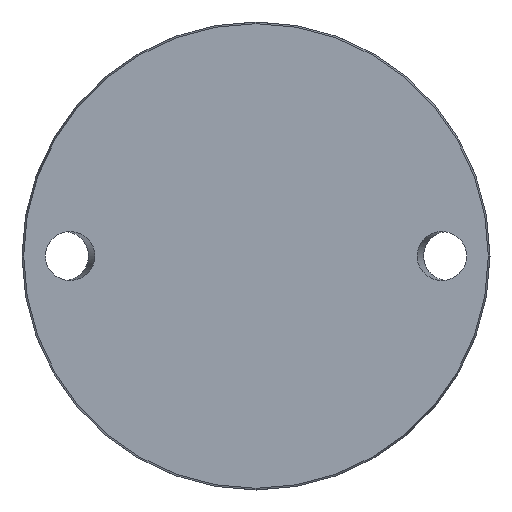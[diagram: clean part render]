
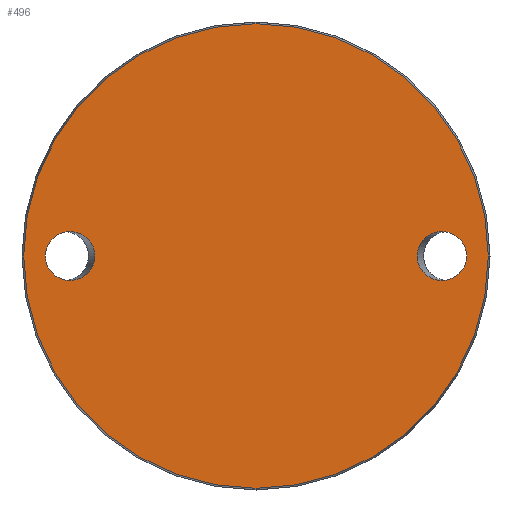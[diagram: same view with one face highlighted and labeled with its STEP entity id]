
A CAD part, front view. The second image highlights one B-rep face of the part: STEP entity #496.
In plain terms, the highlighted planar face has unit normal (0, -1, 0).
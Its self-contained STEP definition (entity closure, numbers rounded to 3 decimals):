
#3 = CARTESIAN_POINT ( 'NONE',  ( 54.385, 0., -16.5 ) ) ;
#37 = EDGE_LOOP ( 'NONE', ( #700 ) ) ;
#41 = VERTEX_POINT ( 'NONE', #226 ) ;
#60 = CARTESIAN_POINT ( 'NONE',  ( 71.115, 0., 16.5 ) ) ;
#63 = EDGE_LOOP ( 'NONE', ( #475 ) ) ;
#64 = DIRECTION ( 'NONE',  ( 0., 0., 1. ) ) ;
#69 = FACE_BOUND ( 'NONE', #63, .T. ) ;
#82 = CARTESIAN_POINT ( 'NONE',  ( -54.385, 0., -16.5 ) ) ;
#88 = CARTESIAN_POINT ( 'NONE',  ( -71.115, 0., 16.5 ) ) ;
#124 = CARTESIAN_POINT ( 'NONE',  ( 71.115, 0., 0. ) ) ;
#134 = CARTESIAN_POINT ( 'NONE',  ( 71.115, 0., 0. ) ) ;
#136 = CARTESIAN_POINT ( 'NONE',  ( 71.115, 0., -16.5 ) ) ;
#155 = CARTESIAN_POINT ( 'NONE',  ( -54.385, 0., 0. ) ) ;
#196 = AXIS2_PLACEMENT_3D ( 'NONE', #313, #559, #64 ) ;
#205 = CARTESIAN_POINT ( 'NONE',  ( -71.115, 0., 0. ) ) ;
#222 = CIRCLE ( 'NONE', #716, 78.425 ) ;
#226 = CARTESIAN_POINT ( 'NONE',  ( -71.115, 0., 0. ) ) ;
#246 = CARTESIAN_POINT ( 'NONE',  ( 0., 0., -78.425 ) ) ;
#262 = EDGE_CURVE ( 'NONE', #769, #769, #222, .T. ) ;
#313 = CARTESIAN_POINT ( 'NONE',  ( -78.425, 0., 0. ) ) ;
#318 = CARTESIAN_POINT ( 'NONE',  ( 54.385, 0., 0. ) ) ;
#344 =( BOUNDED_CURVE ( )  B_SPLINE_CURVE ( 3, ( #134, #136, #3, #318, #507, #60, #124 ),
 .UNSPECIFIED., .T., .F. ) 
 B_SPLINE_CURVE_WITH_KNOTS ( ( 4, 3, 4 ),
 ( 0., 3.142, 6.283 ),
 .UNSPECIFIED. ) 
 CURVE ( )  GEOMETRIC_REPRESENTATION_ITEM ( )  RATIONAL_B_SPLINE_CURVE ( ( 1., 0.333, 0.333, 1., 0.333, 0.333, 1. ) ) 
 REPRESENTATION_ITEM ( '' )  );
#350 = CARTESIAN_POINT ( 'NONE',  ( 71.115, 0., 0. ) ) ;
#397 = CARTESIAN_POINT ( 'NONE',  ( -71.115, 0., -16.5 ) ) ;
#419 = VERTEX_POINT ( 'NONE', #350 ) ;
#448 = EDGE_CURVE ( 'NONE', #419, #419, #344, .T. ) ;
#464 = CARTESIAN_POINT ( 'NONE',  ( -71.115, 0., 0. ) ) ;
#475 = ORIENTED_EDGE ( 'NONE', *, *, #762, .T. ) ;
#490 = DIRECTION ( 'NONE',  ( 0., -1., 0. ) ) ;
#496 = ADVANCED_FACE ( 'NONE', ( #69, #746, #621 ), #735, .F. ) ;
#507 = CARTESIAN_POINT ( 'NONE',  ( 54.385, 0., 16.5 ) ) ;
#535 = EDGE_LOOP ( 'NONE', ( #574 ) ) ;
#559 = DIRECTION ( 'NONE',  ( 0., 1., 0. ) ) ;
#574 = ORIENTED_EDGE ( 'NONE', *, *, #262, .T. ) ;
#591 =( BOUNDED_CURVE ( )  B_SPLINE_CURVE ( 3, ( #464, #88, #634, #155, #82, #397, #205 ),
 .UNSPECIFIED., .T., .F. ) 
 B_SPLINE_CURVE_WITH_KNOTS ( ( 4, 3, 4 ),
 ( 0., 3.142, 6.283 ),
 .UNSPECIFIED. ) 
 CURVE ( )  GEOMETRIC_REPRESENTATION_ITEM ( )  RATIONAL_B_SPLINE_CURVE ( ( 1., 0.333, 0.333, 1., 0.333, 0.333, 1. ) ) 
 REPRESENTATION_ITEM ( '' )  );
#621 = FACE_OUTER_BOUND ( 'NONE', #535, .T. ) ;
#634 = CARTESIAN_POINT ( 'NONE',  ( -54.385, 0., 16.5 ) ) ;
#658 = CARTESIAN_POINT ( 'NONE',  ( 0., 0., 0. ) ) ;
#663 = DIRECTION ( 'NONE',  ( 0., 0., -1. ) ) ;
#700 = ORIENTED_EDGE ( 'NONE', *, *, #448, .T. ) ;
#716 = AXIS2_PLACEMENT_3D ( 'NONE', #658, #490, #663 ) ;
#735 = PLANE ( 'NONE',  #196 ) ;
#746 = FACE_BOUND ( 'NONE', #37, .T. ) ;
#762 = EDGE_CURVE ( 'NONE', #41, #41, #591, .T. ) ;
#769 = VERTEX_POINT ( 'NONE', #246 ) ;
